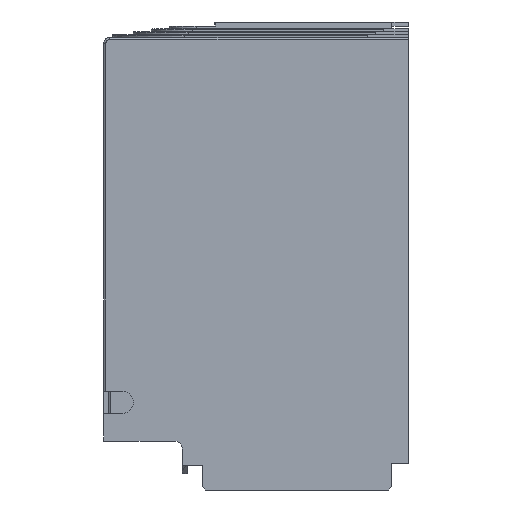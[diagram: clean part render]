
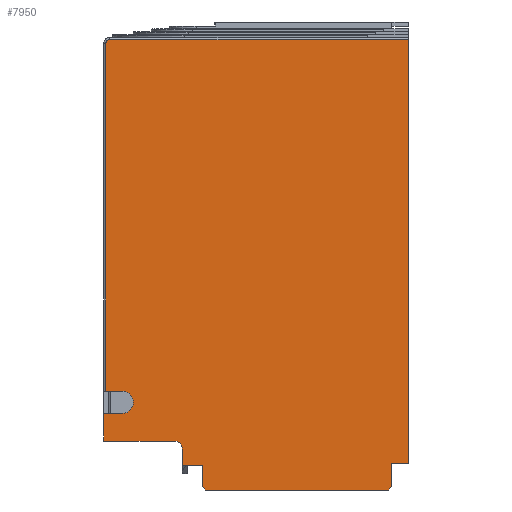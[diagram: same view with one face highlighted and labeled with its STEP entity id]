
A CAD part, left-side view. The second image highlights one B-rep face of the part: STEP entity #7950.
In plain terms, the highlighted planar face has unit normal (-1, 0, 0).
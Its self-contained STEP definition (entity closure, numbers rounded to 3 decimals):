
#277=DIRECTION('',(0.,0.,-1.));
#278=VECTOR('',#277,6.75);
#279=CARTESIAN_POINT('',(-43.4,0.,-96.05));
#280=LINE('',#279,#278);
#1518=CARTESIAN_POINT('',(-43.4,-17.3,-104.8));
#1519=DIRECTION('',(-1.,0.,0.));
#1520=DIRECTION('',(0.,-1.,0.));
#1521=AXIS2_PLACEMENT_3D('',#1518,#1519,#1520);
#1835=CARTESIAN_POINT('',(-43.4,-1.5,-5.3));
#1836=DIRECTION('',(1.,0.,0.));
#1837=DIRECTION('',(0.,1.,0.));
#1838=AXIS2_PLACEMENT_3D('',#1835,#1836,#1837);
#1843=DIRECTION('',(0.,-1.,0.));
#1844=VECTOR('',#1843,73.2);
#1845=CARTESIAN_POINT('',(-43.4,-1.5,-4.3));
#1846=LINE('',#1845,#1844);
#1850=DIRECTION('',(0.,1.,0.));
#1851=VECTOR('',#1850,4.2);
#1852=CARTESIAN_POINT('',(-43.4,-74.7,-108.3));
#1853=LINE('',#1852,#1851);
#1857=DIRECTION('',(0.,0.,1.));
#1858=VECTOR('',#1857,5.75);
#1859=CARTESIAN_POINT('',(-43.4,-70.5,-114.05));
#1860=LINE('',#1859,#1858);
#1864=DIRECTION('',(0.,0.707,-0.707));
#1865=VECTOR('',#1864,1.061);
#1866=CARTESIAN_POINT('',(-43.4,-70.5,-114.05));
#1867=LINE('',#1866,#1865);
#1871=DIRECTION('',(0.,0.707,0.707));
#1872=VECTOR('',#1871,1.061);
#1873=CARTESIAN_POINT('',(-43.4,-25.05,-114.8));
#1874=LINE('',#1873,#1872);
#1878=DIRECTION('',(0.,0.,1.));
#1879=VECTOR('',#1878,5.25);
#1880=CARTESIAN_POINT('',(-43.4,-24.3,-114.05));
#1881=LINE('',#1880,#1879);
#1885=DIRECTION('',(0.,1.,0.));
#1886=VECTOR('',#1885,5.);
#1887=CARTESIAN_POINT('',(-43.4,-24.3,-108.8));
#1888=LINE('',#1887,#1886);
#1892=DIRECTION('',(0.,0.,1.));
#1893=VECTOR('',#1892,4.);
#1894=CARTESIAN_POINT('',(-43.4,-19.3,-108.8));
#1895=LINE('',#1894,#1893);
#1899=DIRECTION('',(0.,-1.,0.));
#1900=VECTOR('',#1899,17.3);
#1901=CARTESIAN_POINT('',(-43.4,0.,-102.8));
#1902=LINE('',#1901,#1900);
#1906=DIRECTION('',(0.,-1.,0.));
#1907=VECTOR('',#1906,4.5);
#1908=CARTESIAN_POINT('',(-43.4,0.,-96.05));
#1909=LINE('',#1908,#1907);
#1913=CARTESIAN_POINT('',(-43.4,-4.5,-93.3));
#1914=DIRECTION('',(1.,0.,0.));
#1915=DIRECTION('',(0.,0.,1.));
#1916=AXIS2_PLACEMENT_3D('',#1913,#1914,#1915);
#1921=DIRECTION('',(0.,-1.,0.));
#1922=VECTOR('',#1921,4.);
#1923=CARTESIAN_POINT('',(-43.4,-0.5,-90.55));
#1924=LINE('',#1923,#1922);
#1928=DIRECTION('',(0.,0.,-1.));
#1929=VECTOR('',#1928,85.25);
#1930=CARTESIAN_POINT('',(-43.4,-0.5,-5.3));
#1931=LINE('',#1930,#1929);
#2167=DIRECTION('',(0.,0.,-1.));
#2168=VECTOR('',#2167,104.);
#2169=CARTESIAN_POINT('',(-43.4,-74.7,-4.3));
#2170=LINE('',#2169,#2168);
#3453=DIRECTION('',(0.,-1.,0.));
#3454=VECTOR('',#3453,44.7);
#3455=CARTESIAN_POINT('',(-43.4,-25.05,-114.8));
#3456=LINE('',#3455,#3454);
#6285=CARTESIAN_POINT('',(-43.4,-24.3,-108.8));
#6286=CARTESIAN_POINT('',(-43.4,-19.3,-108.8));
#6287=VERTEX_POINT('',#6285);
#6288=VERTEX_POINT('',#6286);
#6289=CARTESIAN_POINT('',(-43.4,-74.7,-108.3));
#6290=CARTESIAN_POINT('',(-43.4,-70.5,-108.3));
#6291=VERTEX_POINT('',#6289);
#6292=VERTEX_POINT('',#6290);
#6293=CARTESIAN_POINT('',(-43.4,0.,-102.8));
#6294=CARTESIAN_POINT('',(-43.4,-17.3,-102.8));
#6295=VERTEX_POINT('',#6293);
#6296=VERTEX_POINT('',#6294);
#6297=CARTESIAN_POINT('',(-43.4,-19.3,-104.8));
#6298=VERTEX_POINT('',#6297);
#6299=CARTESIAN_POINT('',(-43.4,-25.05,-114.8));
#6300=CARTESIAN_POINT('',(-43.4,-24.3,-114.05));
#6301=VERTEX_POINT('',#6299);
#6302=VERTEX_POINT('',#6300);
#6303=CARTESIAN_POINT('',(-43.4,-70.5,-114.05));
#6304=CARTESIAN_POINT('',(-43.4,-69.75,-114.8));
#6305=VERTEX_POINT('',#6303);
#6306=VERTEX_POINT('',#6304);
#6554=CARTESIAN_POINT('',(-43.4,-4.5,-90.55));
#6555=CARTESIAN_POINT('',(-43.4,-4.5,-96.05));
#6556=VERTEX_POINT('',#6554);
#6557=VERTEX_POINT('',#6555);
#6558=CARTESIAN_POINT('',(-43.4,0.,-96.05));
#6559=VERTEX_POINT('',#6558);
#6703=CARTESIAN_POINT('',(-43.4,-74.7,-4.3));
#6705=VERTEX_POINT('',#6703);
#6708=CARTESIAN_POINT('',(-43.4,-0.5,-90.55));
#6710=VERTEX_POINT('',#6708);
#6712=CARTESIAN_POINT('',(-43.4,-0.5,-5.3));
#6714=VERTEX_POINT('',#6712);
#6715=CARTESIAN_POINT('',(-43.4,-1.5,-4.3));
#6716=VERTEX_POINT('',#6715);
#7912=CARTESIAN_POINT('',(-43.4,0.,0.));
#7913=DIRECTION('',(1.,0.,0.));
#7914=DIRECTION('',(0.,0.,-1.));
#7915=AXIS2_PLACEMENT_3D('',#7912,#7913,#7914);
#7916=PLANE('',#7915);
#7918=ORIENTED_EDGE('',*,*,#7917,.T.);
#7920=ORIENTED_EDGE('',*,*,#7919,.T.);
#7922=ORIENTED_EDGE('',*,*,#7921,.T.);
#7924=ORIENTED_EDGE('',*,*,#7923,.T.);
#7926=ORIENTED_EDGE('',*,*,#7925,.F.);
#7928=ORIENTED_EDGE('',*,*,#7927,.T.);
#7930=ORIENTED_EDGE('',*,*,#7929,.F.);
#7932=ORIENTED_EDGE('',*,*,#7931,.T.);
#7934=ORIENTED_EDGE('',*,*,#7933,.T.);
#7935=ORIENTED_EDGE('',*,*,#7535,.T.);
#7936=ORIENTED_EDGE('',*,*,#7467,.T.);
#7937=ORIENTED_EDGE('',*,*,#7648,.T.);
#7938=ORIENTED_EDGE('',*,*,#7668,.F.);
#7939=ORIENTED_EDGE('',*,*,#6786,.F.);
#7941=ORIENTED_EDGE('',*,*,#7940,.T.);
#7943=ORIENTED_EDGE('',*,*,#7942,.F.);
#7945=ORIENTED_EDGE('',*,*,#7944,.F.);
#7947=ORIENTED_EDGE('',*,*,#7946,.F.);
#7948=EDGE_LOOP('',(#7918,#7920,#7922,#7924,#7926,#7928,#7930,#7932,#7934,#7935,
#7936,#7937,#7938,#7939,#7941,#7943,#7945,#7947));
#7949=FACE_OUTER_BOUND('',#7948,.F.);
#1522=CIRCLE('',#1521,2.);
#1839=CIRCLE('',#1838,1.);
#1917=CIRCLE('',#1916,2.75);
#6786=EDGE_CURVE('',#6559,#6295,#280,.T.);
#7467=EDGE_CURVE('',#6288,#6298,#1895,.T.);
#7535=EDGE_CURVE('',#6287,#6288,#1888,.T.);
#7648=EDGE_CURVE('',#6298,#6296,#1522,.T.);
#7668=EDGE_CURVE('',#6295,#6296,#1902,.T.);
#7917=EDGE_CURVE('',#6714,#6716,#1839,.T.);
#7919=EDGE_CURVE('',#6716,#6705,#1846,.T.);
#7921=EDGE_CURVE('',#6705,#6291,#2170,.T.);
#7923=EDGE_CURVE('',#6291,#6292,#1853,.T.);
#7925=EDGE_CURVE('',#6305,#6292,#1860,.T.);
#7927=EDGE_CURVE('',#6305,#6306,#1867,.T.);
#7929=EDGE_CURVE('',#6301,#6306,#3456,.T.);
#7931=EDGE_CURVE('',#6301,#6302,#1874,.T.);
#7933=EDGE_CURVE('',#6302,#6287,#1881,.T.);
#7940=EDGE_CURVE('',#6559,#6557,#1909,.T.);
#7942=EDGE_CURVE('',#6556,#6557,#1917,.T.);
#7944=EDGE_CURVE('',#6710,#6556,#1924,.T.);
#7946=EDGE_CURVE('',#6714,#6710,#1931,.T.);
#7950=ADVANCED_FACE('',(#7949),#7916,.F.);
